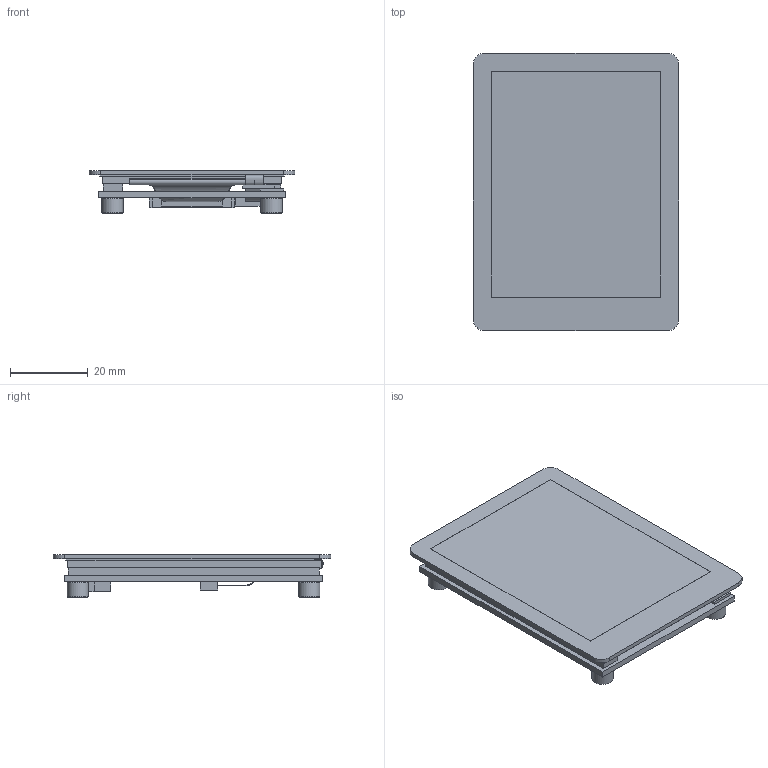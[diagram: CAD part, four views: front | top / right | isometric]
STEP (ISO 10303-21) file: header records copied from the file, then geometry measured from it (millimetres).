
FILE_DESCRIPTION(/* description */ (''),/* implementation_level */ '2;1');
FILE_NAME(/* name */ 'Waveshare_2_8inch-dsi-lcd.step',/* time_stamp */ '2024-08-27T16:11:11+08:00',/* author */ (''),/* organization */ (''),/* preprocessor_version */ 'ST-DEVELOPER v20',/* originating_system */ 'Autodesk Translation Framework v13.14.0.145',/* authorisation */ '');
FILE_SCHEMA (('AUTOMOTIVE_DESIGN { 1 0 10303 214 3 1 1 }'));
Length unit declared in the file: millimetre
Products named in the file (8): 2_8inch-dsi-lcd_asm; 2_8INCH-480X640-LCD-TP_ASM; 2_8INCH-480X640-TP; 2_8INCH-480X640-LCD; 2_8INCH-DSI-LCD-PCBA_ASM; 2_8INCH-DSI-LCD-PCBA; STUDS-M2_5XH4; EVA
Assembly tree (10 placements, depth 3):
  2_8inch-dsi-lcd_asm
    2_8INCH-480X640-LCD-TP_ASM
      2_8INCH-480X640-TP
      2_8INCH-480X640-LCD
    2_8INCH-DSI-LCD-PCBA_ASM
      2_8INCH-DSI-LCD-PCBA
      STUDS-M2_5XH4  x4
    EVA
Bounding box: 52.9 x 71.3 x 11 mm (x, y, z)
Volume: 17617.2 mm3; surface area: 25869.9 mm2
Topology: 10 solids, 10 shells, 234 faces, 600 edges, 400 vertices
Faces by surface type: plane 124, cylinder 72, cone 20, bspline 18
Full cylindrical faces by diameter (mm): 1.76 x40, 3.5 x8, 5.5 x4
Entity records: 11109 total; most frequent: CARTESIAN_POINT 6982, ORIENTED_EDGE 822, DIRECTION 732, EDGE_CURVE 411, LINE 306, VECTOR 306, VERTEX_POINT 274, AXIS2_PLACEMENT_3D 213
